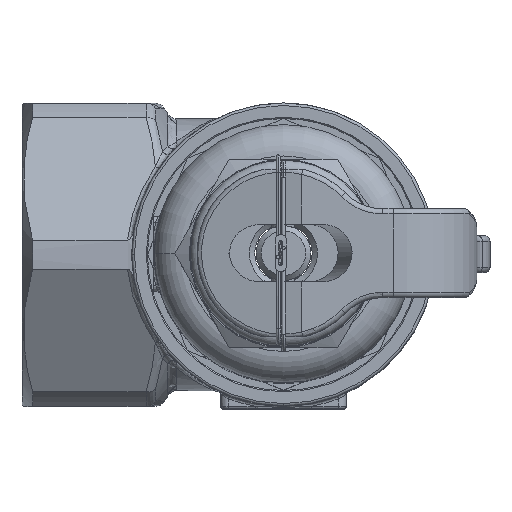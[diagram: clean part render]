
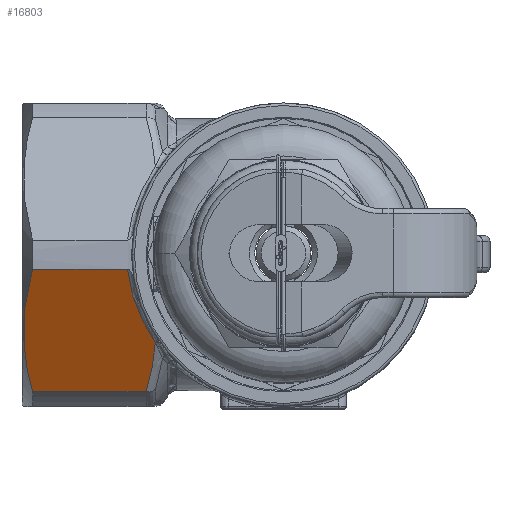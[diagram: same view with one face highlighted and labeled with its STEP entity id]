
A CAD part, top view. The second image highlights one B-rep face of the part: STEP entity #16803.
In plain terms, the highlighted planar face has unit normal (0, -0.5, 0.866).
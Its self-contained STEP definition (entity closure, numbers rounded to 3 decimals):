
#16002=CARTESIAN_POINT('',(-47.979,-2.785,31.879));
#16003=VERTEX_POINT('',#16002);
#16013=CARTESIAN_POINT('',(-29.82,-2.785,31.879));
#16014=VERTEX_POINT('',#16013);
#16015=CARTESIAN_POINT('',(-47.979,-2.785,31.879));
#16016=DIRECTION('',(1.,-0.,-0.));
#16017=VECTOR('',#16016,18.16);
#16018=LINE('',#16015,#16017);
#16019=EDGE_CURVE('NONE',#16003,#16014,#16018,.T.);
#16361=CARTESIAN_POINT('',(-24.499,-16.815,23.778));
#16362=VERTEX_POINT('',#16361);
#16491=CARTESIAN_POINT('',(-24.499,-16.815,23.778));
#16492=CARTESIAN_POINT('',(-27.448,-12.642,26.188));
#16493=CARTESIAN_POINT('',(-29.26,-7.864,28.946));
#16494=CARTESIAN_POINT('',(-29.82,-2.785,31.879));
#16495=(BOUNDED_CURVE()
B_SPLINE_CURVE(3,(#16491,#16492,#16493,#16494),.UNSPECIFIED.,.F.,.F.)
B_SPLINE_CURVE_WITH_KNOTS((4,4),(4.097,4.603),.UNSPECIFIED.)
CURVE()
GEOMETRIC_REPRESENTATION_ITEM()
RATIONAL_B_SPLINE_CURVE((1.,0.979,0.979,1.))
REPRESENTATION_ITEM(''));
#16496=EDGE_CURVE('NONE',#16362,#16014,#16495,.T.);
#16561=CARTESIAN_POINT('',(-47.979,-26.215,18.351));
#16562=VERTEX_POINT('',#16561);
#16596=CARTESIAN_POINT('',(-26.27,-26.215,18.351));
#16597=VERTEX_POINT('',#16596);
#16605=CARTESIAN_POINT('',(-26.27,-26.215,18.351));
#16606=DIRECTION('',(-1.,0.,0.));
#16607=VECTOR('',#16606,21.709);
#16608=LINE('',#16605,#16607);
#16609=EDGE_CURVE('NONE',#16597,#16562,#16608,.T.);
#16769=CARTESIAN_POINT('',(0.001,-29.,16.743));
#16770=DIRECTION('',(-0.,0.5,-0.866));
#16771=DIRECTION('',(0.,0.866,0.5));
#16772=AXIS2_PLACEMENT_3D('',#16769,#16770,#16771);
#16773=PLANE('',#16772);
#16774=ORIENTED_EDGE('',*,*,#16019,.F.);
#16775=CARTESIAN_POINT('',(-47.979,-2.785,31.879));
#16776=CARTESIAN_POINT('',(-48.522,-4.71,30.767));
#16777=CARTESIAN_POINT('',(-48.957,-6.643,29.651));
#16778=CARTESIAN_POINT('',(-49.551,-10.533,27.405));
#16779=CARTESIAN_POINT('',(-49.709,-12.488,26.276));
#16780=CARTESIAN_POINT('',(-49.712,-15.441,24.572));
#16781=CARTESIAN_POINT('',(-49.675,-16.428,24.002));
#16782=CARTESIAN_POINT('',(-49.522,-18.409,22.858));
#16783=CARTESIAN_POINT('',(-49.408,-19.397,22.288));
#16784=CARTESIAN_POINT('',(-48.96,-22.342,20.587));
#16785=CARTESIAN_POINT('',(-48.523,-24.286,19.465));
#16786=CARTESIAN_POINT('',(-47.979,-26.215,18.351));
#16787=B_SPLINE_CURVE_WITH_KNOTS('',3,(#16775,#16776,#16777,#16778,#16779,#16780,#16781,#16782,#16783,#16784,#16785,#16786),.UNSPECIFIED.,.F.,.F.,(4,2,2,2,2,4),(0.,0.007,0.014,0.017,0.02,0.027),.UNSPECIFIED.);
#16788=EDGE_CURVE('NONE',#16003,#16562,#16787,.T.);
#16789=ORIENTED_EDGE('',*,*,#16788,.T.);
#16790=ORIENTED_EDGE('',*,*,#16609,.F.);
#16791=CARTESIAN_POINT('',(-26.27,-26.215,18.351));
#16792=CARTESIAN_POINT('',(-25.81,-24.674,19.241));
#16793=CARTESIAN_POINT('',(-25.418,-23.121,20.138));
#16794=CARTESIAN_POINT('',(-24.814,-19.98,21.951));
#16795=CARTESIAN_POINT('',(-24.603,-18.402,22.862));
#16796=CARTESIAN_POINT('',(-24.499,-16.815,23.778));
#16797=B_SPLINE_CURVE_WITH_KNOTS('',3,(#16791,#16792,#16793,#16794,#16795,#16796),.UNSPECIFIED.,.F.,.F.,(4,2,4),(0.,0.006,0.011),.UNSPECIFIED.);
#16798=EDGE_CURVE('NONE',#16597,#16362,#16797,.T.);
#16799=ORIENTED_EDGE('',*,*,#16798,.T.);
#16800=ORIENTED_EDGE('',*,*,#16496,.T.);
#16801=EDGE_LOOP('',(#16774,#16789,#16790,#16799,#16800));
#16802=FACE_BOUND('',#16801,.T.);
#16803=ADVANCED_FACE('NONE',(#16802),#16773,.F.);
